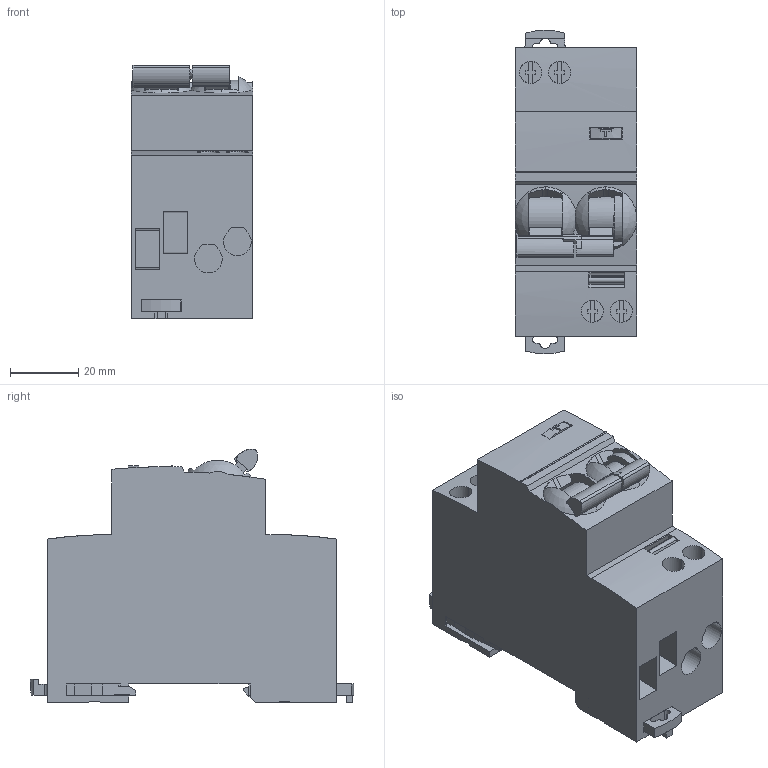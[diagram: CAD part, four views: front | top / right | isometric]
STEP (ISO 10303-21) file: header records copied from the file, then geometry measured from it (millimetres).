
FILE_DESCRIPTION((''),'2;1');
FILE_NAME('SB103720_3D-SIMPLIFIED_ASM','2012-01-10T',('quickadmin'),(''),'PRO/ENGINEER BY PARAMETRIC TECHNOLOGY CORPORATION, 2006170','PRO/ENGINEER BY PARAMETRIC TECHNOLOGY CORPORATION, 2006170','');
FILE_SCHEMA(('CONFIG_CONTROL_DESIGN'));
Length unit declared in the file: millimetre
Products named in the file (8): COQUE; INTERRUPTEUR; MANETTE; MANETTE_02; VIS_6D5; CLIP; CLIP_01; SB103720_3D-SIMPLIFIED_ASM
Assembly tree (10 placements, depth 2):
  SB103720_3D-SIMPLIFIED_ASM
    COQUE
    INTERRUPTEUR
    MANETTE
    MANETTE_02
    VIS_6D5  x4
    CLIP
    CLIP_01
Bounding box: 35.6 x 94.82 x 74.3 mm (x, y, z)
Volume: 161550.6 mm3; surface area: 32982.6 mm2
Topology: 10 solids, 10 shells, 452 faces, 1249 edges, 830 vertices
Faces by surface type: plane 364, cylinder 79, bspline 5, sphere 4
Entity records: 13570 total; most frequent: CARTESIAN_POINT 2925, ORIENTED_EDGE 2246, DIRECTION 2086, EDGE_CURVE 1123, VECTOR 892, LINE 892, VERTEX_POINT 746, AXIS2_PLACEMENT_3D 597
